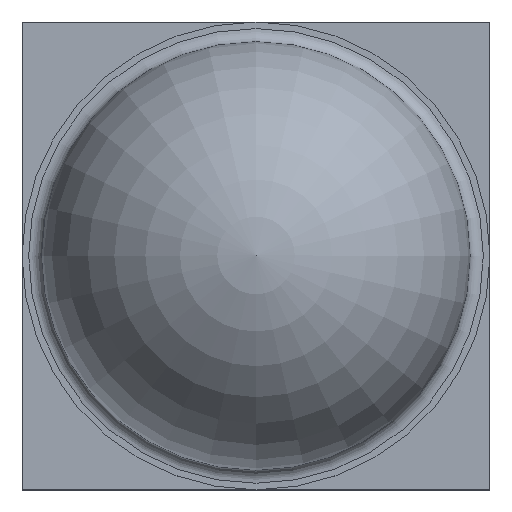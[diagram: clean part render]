
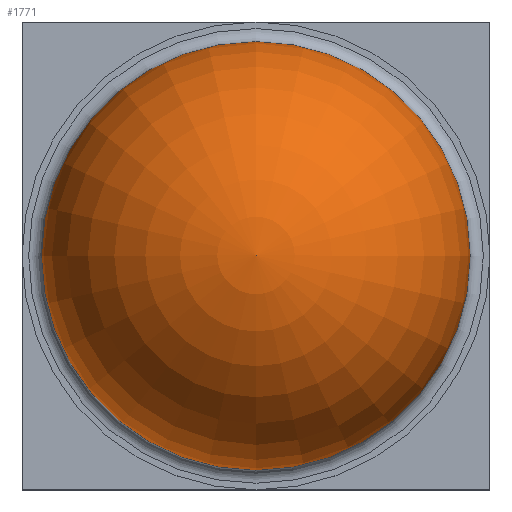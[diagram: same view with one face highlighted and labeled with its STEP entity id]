
A CAD part, top view. The second image highlights one B-rep face of the part: STEP entity #1771.
In plain terms, the highlighted toroidal (fillet/blend) face has major radius 0.073 mm and minor radius 1.7 mm.
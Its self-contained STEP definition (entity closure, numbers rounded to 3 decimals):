
#18=VERTEX_LOOP('',#1001);
#19=DEGENERATE_TOROIDAL_SURFACE('',#1933,0.073,1.7,.F.);
#688=ORIENTED_EDGE('',*,*,#872,.T.);
#872=EDGE_CURVE('',#1000,#1000,#1061,.T.);
#1000=VERTEX_POINT('',#2995);
#1001=VERTEX_POINT('',#2997);
#1061=CIRCLE('',#1932,1.625);
#1165=EDGE_LOOP('',(#688));
#1269=FACE_BOUND('',#18,.T.);
#1270=FACE_BOUND('',#1165,.T.);
#1771=ADVANCED_FACE('',(#1269,#1270),#19,.F.);
#1932=AXIS2_PLACEMENT_3D('',#2994,#2343,#2344);
#1933=AXIS2_PLACEMENT_3D('',#2996,#2345,#2346);
#2343=DIRECTION('',(0.,0.,1.));
#2344=DIRECTION('',(1.,0.,0.));
#2345=DIRECTION('',(0.,0.,1.));
#2346=DIRECTION('',(1.,0.,0.));
#2994=CARTESIAN_POINT('',(0.,0.,0.855));
#2995=CARTESIAN_POINT('',(1.625,0.,0.855));
#2996=CARTESIAN_POINT('',(0.,0.,0.932));
#2997=CARTESIAN_POINT('',(0.,0.,2.63));
